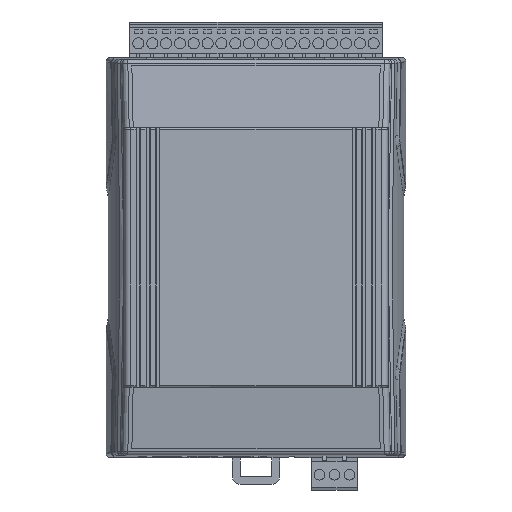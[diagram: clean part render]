
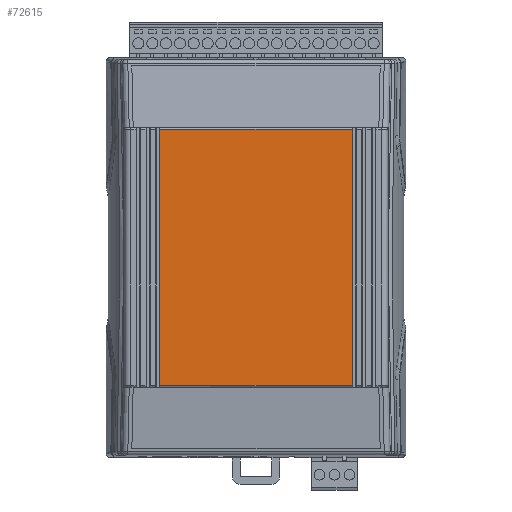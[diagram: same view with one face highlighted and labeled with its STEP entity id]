
A CAD part, top view. The second image highlights one B-rep face of the part: STEP entity #72615.
In plain terms, the highlighted planar face has unit normal (0, 0, 1).
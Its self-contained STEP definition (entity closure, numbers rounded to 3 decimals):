
#5047 = PLANE ( 'NONE',  #28996 ) ;
#11535 = VERTEX_POINT ( 'NONE', #56527 ) ;
#11756 = LINE ( 'NONE', #51830, #28190 ) ;
#12089 = CARTESIAN_POINT ( 'NONE',  ( 33.303, -32.863, 18.653 ) ) ;
#13438 = CARTESIAN_POINT ( 'NONE',  ( 24.303, -32.363, 18.653 ) ) ;
#16507 = LINE ( 'NONE', #60326, #86823 ) ;
#19143 = DIRECTION ( 'NONE',  ( 0., 0., 1. ) ) ;
#24989 = ORIENTED_EDGE ( 'NONE', *, *, #80401, .T. ) ;
#26588 = LINE ( 'NONE', #58664, #42987 ) ;
#28052 = CARTESIAN_POINT ( 'NONE',  ( -24.303, -32.363, 18.653 ) ) ;
#28190 = VECTOR ( 'NONE', #58855, 1000. ) ;
#28266 = ORIENTED_EDGE ( 'NONE', *, *, #56181, .T. ) ;
#28996 = AXIS2_PLACEMENT_3D ( 'NONE', #12089, #19143, #68257 ) ;
#33775 = FACE_OUTER_BOUND ( 'NONE', #37789, .T. ) ;
#36358 = CARTESIAN_POINT ( 'NONE',  ( 24.303, -32.863, 18.653 ) ) ;
#37789 = EDGE_LOOP ( 'NONE', ( #82921, #28266, #51657, #24989 ) ) ;
#40566 = LINE ( 'NONE', #36358, #61435 ) ;
#42330 = EDGE_CURVE ( 'NONE', #11535, #47647, #11756, .T. ) ;
#42987 = VECTOR ( 'NONE', #86659, 1000. ) ;
#47647 = VERTEX_POINT ( 'NONE', #28052 ) ;
#51657 = ORIENTED_EDGE ( 'NONE', *, *, #61840, .F. ) ;
#51830 = CARTESIAN_POINT ( 'NONE',  ( -24.303, -32.863, 18.653 ) ) ;
#52782 = VERTEX_POINT ( 'NONE', #75701 ) ;
#56181 = EDGE_CURVE ( 'NONE', #47647, #78787, #16507, .T. ) ;
#56527 = CARTESIAN_POINT ( 'NONE',  ( -24.303, 32.363, 18.653 ) ) ;
#58664 = CARTESIAN_POINT ( 'NONE',  ( -24.303, 32.363, 18.653 ) ) ;
#58855 = DIRECTION ( 'NONE',  ( 0., -1., 0. ) ) ;
#60326 = CARTESIAN_POINT ( 'NONE',  ( 24.303, -32.363, 18.653 ) ) ;
#61435 = VECTOR ( 'NONE', #71334, 1000. ) ;
#61840 = EDGE_CURVE ( 'NONE', #52782, #78787, #40566, .T. ) ;
#68257 = DIRECTION ( 'NONE',  ( 1., 0., 0. ) ) ;
#71334 = DIRECTION ( 'NONE',  ( 0., -1., 0. ) ) ;
#72615 = ADVANCED_FACE ( 'NONE', ( #33775 ), #5047, .T. ) ;
#75701 = CARTESIAN_POINT ( 'NONE',  ( 24.303, 32.363, 18.653 ) ) ;
#78787 = VERTEX_POINT ( 'NONE', #13438 ) ;
#80401 = EDGE_CURVE ( 'NONE', #52782, #11535, #26588, .T. ) ;
#82921 = ORIENTED_EDGE ( 'NONE', *, *, #42330, .T. ) ;
#86659 = DIRECTION ( 'NONE',  ( -1., 0., 0. ) ) ;
#86823 = VECTOR ( 'NONE', #88308, 1000. ) ;
#88308 = DIRECTION ( 'NONE',  ( 1., 0., 0. ) ) ;
